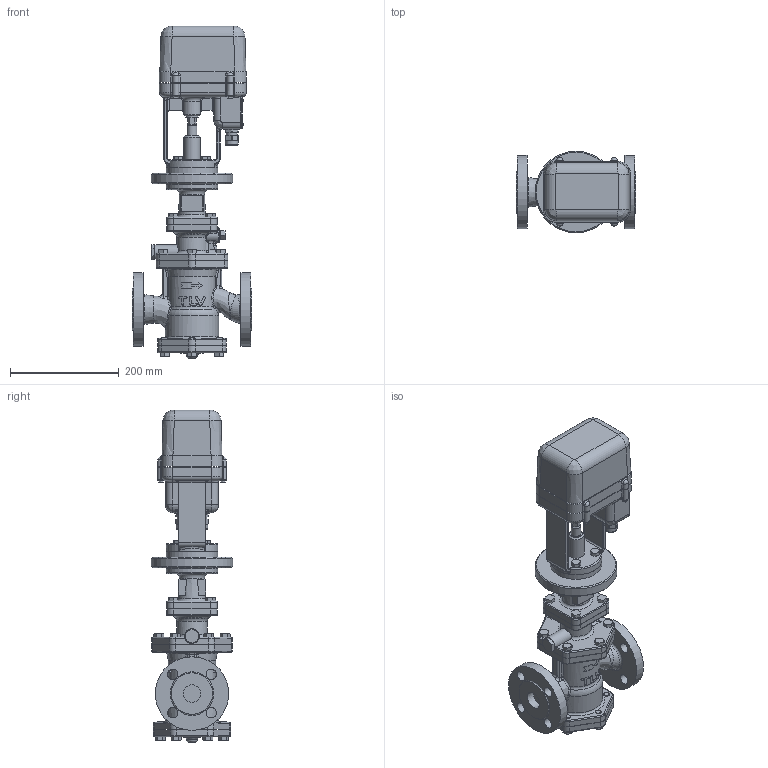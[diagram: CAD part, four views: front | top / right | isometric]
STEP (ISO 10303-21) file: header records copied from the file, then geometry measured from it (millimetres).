
FILE_DESCRIPTION(/* description */ (''),/* implementation_level */ '2;1');
FILE_NAME(/* name */ 'ccr16-032-jis16-00.stp',/* time_stamp */ '2018-01-26T16:47:05+09:00',/* author */ ('nakaot'),/* organization */ (''),/* preprocessor_version */ 'ST-DEVELOPER v15.6',/* originating_system */ 'Autodesk Inventor 2015',/* authorisation */ '');
FILE_SCHEMA (('CONFIG_CONTROL_DESIGN'));
Products named in the file (1): ccr16-032-jis16-00
Bounding box: 220 x 150 x 610 mm (x, y, z)
Volume: 5977113.2 mm3; surface area: 561313.2 mm2
Topology: 1 solids, 3 shells, 1435 faces, 3415 edges, 2066 vertices
Faces by surface type: plane 576, cylinder 379, bspline 190, cone 162, torus 109, sphere 19
Full cylindrical faces by diameter (mm): 2.459 x4, 4 x4, 4.6 x4, 5.3 x4, 6 x8, 7 x4, 10 x40, 12 x24, 18 x1, 18.631 x2, 19 x8, 20 x2, 23 x1, 24 x2, 27 x1, 28 x1, 30 x1, 32 x3, 50 x2, 70 x1, 80 x1, 95 x3, 98 x1, 100 x1, 135 x2, 150 x1
Entity records: 55095 total; most frequent: CARTESIAN_POINT 24523, ORIENTED_EDGE 6334, DIRECTION 6070, EDGE_CURVE 3167, AXIS2_PLACEMENT_3D 2414, VERTEX_POINT 2009, EDGE_LOOP 1782, FACE_OUTER_BOUND 1435
